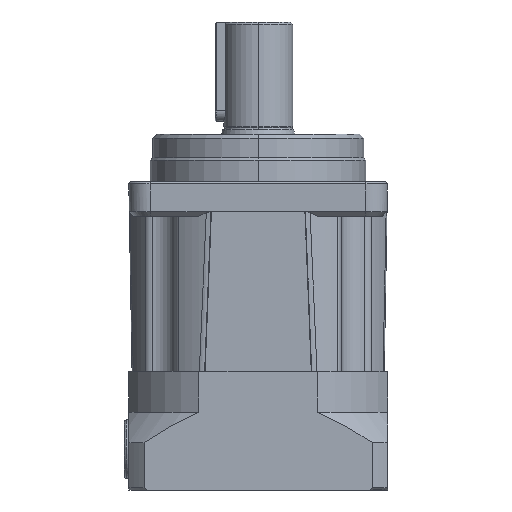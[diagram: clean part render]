
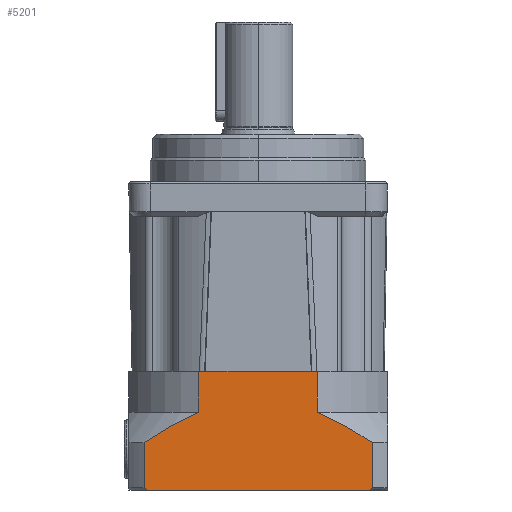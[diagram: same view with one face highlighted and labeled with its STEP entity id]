
A CAD part, left-side view. The second image highlights one B-rep face of the part: STEP entity #5201.
In plain terms, the highlighted planar face has unit normal (-1, 0, 0).
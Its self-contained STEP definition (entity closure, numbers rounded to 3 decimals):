
#53 = EDGE_CURVE ( 'NONE', #16038, #17809, #15884, .T. ) ;
#1070 = CARTESIAN_POINT ( 'NONE',  ( -30., 26.458, -60.5 ) ) ;
#1088 = ORIENTED_EDGE ( 'NONE', *, *, #4600, .F. ) ;
#1098 = ORIENTED_EDGE ( 'NONE', *, *, #53, .F. ) ;
#1319 = CARTESIAN_POINT ( 'NONE',  ( -30., 22.376, -57.885 ) ) ;
#1372 = ORIENTED_EDGE ( 'NONE', *, *, #10222, .F. ) ;
#1628 = CARTESIAN_POINT ( 'NONE',  ( -30., 13.748, -53.5 ) ) ;
#1740 = CARTESIAN_POINT ( 'NONE',  ( -30., 26.458, -71. ) ) ;
#2073 = AXIS2_PLACEMENT_3D ( 'NONE', #6673, #6819, #13521 ) ;
#2136 = EDGE_CURVE ( 'NONE', #16391, #14042, #18441, .T. ) ;
#2381 = CARTESIAN_POINT ( 'NONE',  ( -30., -13.748, -36. ) ) ;
#2622 = CARTESIAN_POINT ( 'NONE',  ( -30., 25.948, -71.335 ) ) ;
#2913 = DIRECTION ( 'NONE',  ( 0., 0., 1. ) ) ;
#3066 = CARTESIAN_POINT ( 'NONE',  ( -30., 18.156, -55.522 ) ) ;
#3544 = ORIENTED_EDGE ( 'NONE', *, *, #9766, .F. ) ;
#4065 = ORIENTED_EDGE ( 'NONE', *, *, #12119, .F. ) ;
#4158 = CARTESIAN_POINT ( 'NONE',  ( -30., -26.458, -71. ) ) ;
#4393 = ORIENTED_EDGE ( 'NONE', *, *, #11635, .F. ) ;
#4414 = CARTESIAN_POINT ( 'NONE',  ( -30., -26.202, -71.169 ) ) ;
#4473 = EDGE_CURVE ( 'NONE', #21207, #16391, #17343, .T. ) ;
#4579 = CARTESIAN_POINT ( 'NONE',  ( -30., 13.748, -53.5 ) ) ;
#4600 = EDGE_CURVE ( 'NONE', #21176, #20741, #5982, .T. ) ;
#4928 = CARTESIAN_POINT ( 'NONE',  ( -30., -13.748, -53.5 ) ) ;
#5001 = CARTESIAN_POINT ( 'NONE',  ( -30., -24.434, -59.161 ) ) ;
#5038 = ORIENTED_EDGE ( 'NONE', *, *, #4473, .F. ) ;
#5201 = ADVANCED_FACE ( 'NONE', ( #14435 ), #11792, .F. ) ;
#5416 = DIRECTION ( 'NONE',  ( 0., 0., -1. ) ) ;
#5856 = CARTESIAN_POINT ( 'NONE',  ( -30., -13.748, -44. ) ) ;
#5982 = LINE ( 'NONE', #13498, #14351 ) ;
#6133 = DIRECTION ( 'NONE',  ( 0., 0., 1. ) ) ;
#6337 = VECTOR ( 'NONE', #2913, 1000. ) ;
#6673 = CARTESIAN_POINT ( 'NONE',  ( -30., -30., -36. ) ) ;
#6819 = DIRECTION ( 'NONE',  ( 1., 0., 0. ) ) ;
#7086 = B_SPLINE_CURVE_WITH_KNOTS ( 'NONE', 3,
 ( #1070, #18392, #1319, #3066, #11942, #1628 ),
 .UNSPECIFIED., .F., .F.,
 ( 4, 2, 4 ),
 ( 0., 0.007, 0.015 ),
 .UNSPECIFIED. ) ;
#7364 = EDGE_CURVE ( 'NONE', #20741, #12437, #16195, .T. ) ;
#7398 = ORIENTED_EDGE ( 'NONE', *, *, #7364, .F. ) ;
#7488 = CARTESIAN_POINT ( 'NONE',  ( -30., 26.202, -71.169 ) ) ;
#8084 = DIRECTION ( 'NONE',  ( 0., -1., 0. ) ) ;
#8109 = VERTEX_POINT ( 'NONE', #17346 ) ;
#9578 = CARTESIAN_POINT ( 'NONE',  ( -30., -25.695, -71.5 ) ) ;
#9766 = EDGE_CURVE ( 'NONE', #14042, #16038, #13920, .T. ) ;
#9862 = CARTESIAN_POINT ( 'NONE',  ( -30., -26.458, -60.5 ) ) ;
#10222 = EDGE_CURVE ( 'NONE', #12437, #8109, #10886, .T. ) ;
#10498 = CARTESIAN_POINT ( 'NONE',  ( -30., -13.748, -53.5 ) ) ;
#10886 = LINE ( 'NONE', #16604, #6337 ) ;
#11582 = CARTESIAN_POINT ( 'NONE',  ( -30., -30., -44. ) ) ;
#11635 = EDGE_CURVE ( 'NONE', #17809, #20588, #17307, .T. ) ;
#11729 = CARTESIAN_POINT ( 'NONE',  ( -30., 13.748, -44. ) ) ;
#11792 = PLANE ( 'NONE',  #2073 ) ;
#11869 = CARTESIAN_POINT ( 'NONE',  ( -30., -22.376, -57.885 ) ) ;
#11942 = CARTESIAN_POINT ( 'NONE',  ( -30., 15.993, -54.436 ) ) ;
#12006 = VECTOR ( 'NONE', #8084, 1000. ) ;
#12119 = EDGE_CURVE ( 'NONE', #8109, #21207, #7086, .T. ) ;
#12437 = VERTEX_POINT ( 'NONE', #1740 ) ;
#12727 = VECTOR ( 'NONE', #5416, 1000. ) ;
#13308 = CARTESIAN_POINT ( 'NONE',  ( -30., -18.156, -55.522 ) ) ;
#13498 = CARTESIAN_POINT ( 'NONE',  ( -30., 0., -71.5 ) ) ;
#13521 = DIRECTION ( 'NONE',  ( 0., 0., -1. ) ) ;
#13614 = ORIENTED_EDGE ( 'NONE', *, *, #18847, .F. ) ;
#13913 = EDGE_LOOP ( 'NONE', ( #13614, #4393, #1098, #3544, #18524, #5038, #4065, #1372, #7398, #1088 ) ) ;
#13920 = LINE ( 'NONE', #2381, #19806 ) ;
#14042 = VERTEX_POINT ( 'NONE', #5856 ) ;
#14351 = VECTOR ( 'NONE', #20323, 1000. ) ;
#14435 = FACE_OUTER_BOUND ( 'NONE', #13913, .T. ) ;
#14735 = CARTESIAN_POINT ( 'NONE',  ( -30., -25.948, -71.335 ) ) ;
#14789 = CARTESIAN_POINT ( 'NONE',  ( -30., 13.748, -36. ) ) ;
#15884 = B_SPLINE_CURVE_WITH_KNOTS ( 'NONE', 3,
 ( #4928, #22157, #13308, #11869, #5001, #17053 ),
 .UNSPECIFIED., .F., .F.,
 ( 4, 2, 4 ),
 ( 0., 0.007, 0.015 ),
 .UNSPECIFIED. ) ;
#16038 = VERTEX_POINT ( 'NONE', #10498 ) ;
#16195 = B_SPLINE_CURVE_WITH_KNOTS ( 'NONE', 3,
 ( #21495, #2622, #7488, #19845 ),
 .UNSPECIFIED., .F., .F.,
 ( 4, 4 ),
 ( 0., 1. ),
 .UNSPECIFIED. ) ;
#16391 = VERTEX_POINT ( 'NONE', #11729 ) ;
#16567 = CARTESIAN_POINT ( 'NONE',  ( -30., -25.695, -71.5 ) ) ;
#16604 = CARTESIAN_POINT ( 'NONE',  ( -30., 26.458, -36. ) ) ;
#17053 = CARTESIAN_POINT ( 'NONE',  ( -30., -26.458, -60.5 ) ) ;
#17078 = B_SPLINE_CURVE_WITH_KNOTS ( 'NONE', 3,
 ( #18173, #4414, #14735, #9578 ),
 .UNSPECIFIED., .F., .F.,
 ( 4, 4 ),
 ( 0., 1. ),
 .UNSPECIFIED. ) ;
#17240 = CARTESIAN_POINT ( 'NONE',  ( -30., -26.458, -36. ) ) ;
#17307 = LINE ( 'NONE', #17240, #12727 ) ;
#17343 = LINE ( 'NONE', #14789, #21347 ) ;
#17346 = CARTESIAN_POINT ( 'NONE',  ( -30., 26.458, -60.5 ) ) ;
#17809 = VERTEX_POINT ( 'NONE', #9862 ) ;
#18173 = CARTESIAN_POINT ( 'NONE',  ( -30., -26.458, -71. ) ) ;
#18392 = CARTESIAN_POINT ( 'NONE',  ( -30., 24.434, -59.161 ) ) ;
#18441 = LINE ( 'NONE', #11582, #12006 ) ;
#18524 = ORIENTED_EDGE ( 'NONE', *, *, #2136, .F. ) ;
#18847 = EDGE_CURVE ( 'NONE', #20588, #21176, #17078, .T. ) ;
#19806 = VECTOR ( 'NONE', #21483, 1000. ) ;
#19845 = CARTESIAN_POINT ( 'NONE',  ( -30., 26.458, -71. ) ) ;
#20027 = CARTESIAN_POINT ( 'NONE',  ( -30., 25.695, -71.5 ) ) ;
#20323 = DIRECTION ( 'NONE',  ( 0., 1., 0. ) ) ;
#20588 = VERTEX_POINT ( 'NONE', #4158 ) ;
#20741 = VERTEX_POINT ( 'NONE', #20027 ) ;
#21176 = VERTEX_POINT ( 'NONE', #16567 ) ;
#21207 = VERTEX_POINT ( 'NONE', #4579 ) ;
#21347 = VECTOR ( 'NONE', #6133, 1000. ) ;
#21483 = DIRECTION ( 'NONE',  ( 0., 0., -1. ) ) ;
#21495 = CARTESIAN_POINT ( 'NONE',  ( -30., 25.695, -71.5 ) ) ;
#22157 = CARTESIAN_POINT ( 'NONE',  ( -30., -15.993, -54.436 ) ) ;
